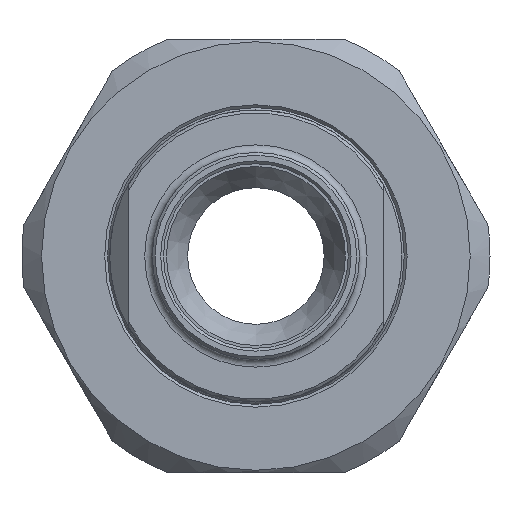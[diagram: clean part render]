
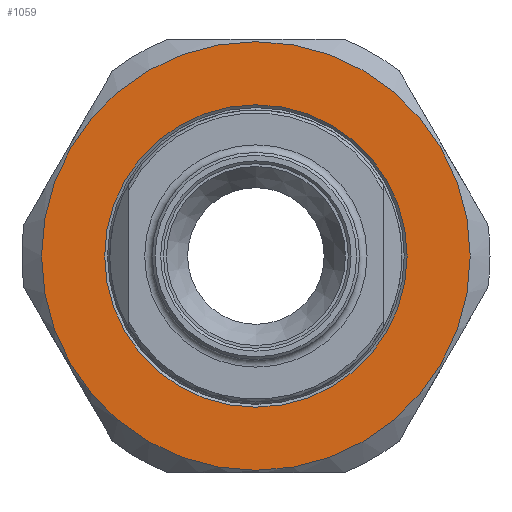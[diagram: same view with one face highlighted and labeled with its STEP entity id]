
A CAD part, left-side view. The second image highlights one B-rep face of the part: STEP entity #1059.
In plain terms, the highlighted planar face has unit normal (-1, 0, 0).
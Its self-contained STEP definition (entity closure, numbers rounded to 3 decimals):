
#40=FACE_BOUND('',#205,.T.);
#100=PLANE('',#1222);
#138=FACE_OUTER_BOUND('',#204,.T.);
#204=EDGE_LOOP('',(#809));
#205=EDGE_LOOP('',(#810));
#382=CIRCLE('',#1202,22.75);
#392=CIRCLE('',#1221,16.05);
#475=VERTEX_POINT('',#1799);
#484=VERTEX_POINT('',#1834);
#592=EDGE_CURVE('',#475,#475,#382,.T.);
#606=EDGE_CURVE('',#484,#484,#392,.T.);
#809=ORIENTED_EDGE('',*,*,#592,.T.);
#810=ORIENTED_EDGE('',*,*,#606,.F.);
#1059=ADVANCED_FACE('',(#138,#40),#100,.T.);
#1202=AXIS2_PLACEMENT_3D('',#1801,#1399,#1400);
#1221=AXIS2_PLACEMENT_3D('',#1835,#1440,#1441);
#1222=AXIS2_PLACEMENT_3D('',#1837,#1443,#1444);
#1399=DIRECTION('center_axis',(-1.,0.,0.));
#1400=DIRECTION('ref_axis',(0.,1.,0.));
#1440=DIRECTION('center_axis',(-1.,0.,0.));
#1441=DIRECTION('ref_axis',(0.,0.,-1.));
#1443=DIRECTION('center_axis',(-1.,0.,0.));
#1444=DIRECTION('ref_axis',(0.,0.,1.));
#1799=CARTESIAN_POINT('',(-19.,-22.75,0.));
#1801=CARTESIAN_POINT('Origin',(-19.,0.,0.));
#1834=CARTESIAN_POINT('',(-19.,0.,16.05));
#1835=CARTESIAN_POINT('Origin',(-19.,0.,0.));
#1837=CARTESIAN_POINT('Origin',(-19.,0.,0.));
